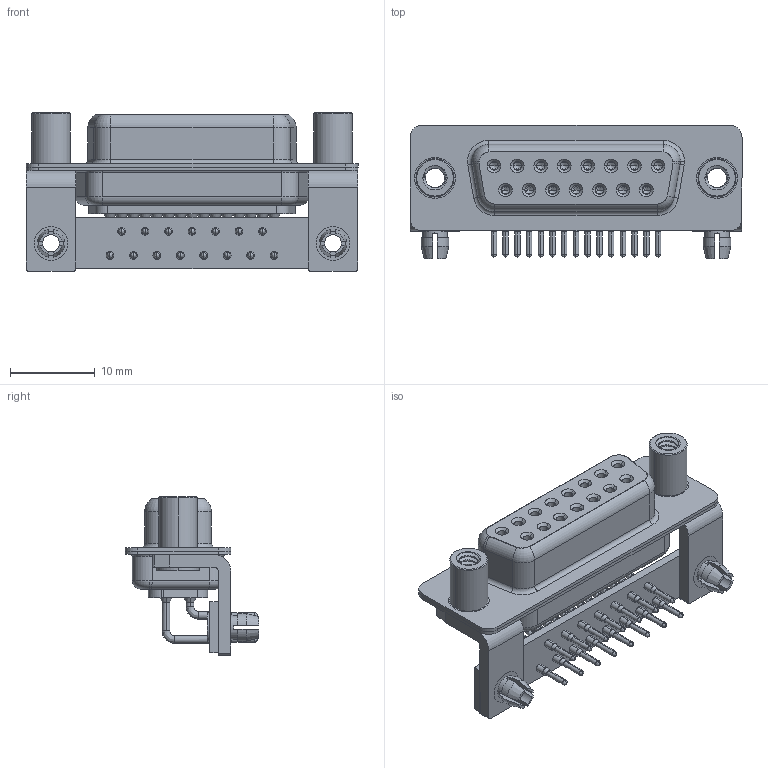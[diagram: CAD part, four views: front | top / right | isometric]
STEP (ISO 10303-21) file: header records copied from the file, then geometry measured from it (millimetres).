
FILE_DESCRIPTION (( 'STEP AP203' ), '1' );
FILE_NAME ('622-M15-660-LN5.STEP', '2018-09-24T21:27:03', ( '' ), ( '' ), 'SwSTEP 2.0', 'SolidWorks 2016', '' );
FILE_SCHEMA (( 'CONFIG_CONTROL_DESIGN' ));
Length unit declared in the file: millimetre
Products named in the file (10): 622M Shell Rear_15 Contacts; 622M Contact Row 1; 622M Contact Row 2; 622M Stabilizer Bracket; 622M 4-40 Threaded Standoff; 622M Stabilizer Board_15 Contacts; 622M Board Lock; 622M Housing_15 Contacts; 622-M15-660-LN5; 622M Shell Front_15 Contacts
Assembly tree (25 placements, depth 2):
  622-M15-660-LN5
    622M Housing_15 Contacts
    622M Shell Front_15 Contacts
    622M Shell Rear_15 Contacts
    622M Contact Row 1  x8
    622M Contact Row 2  x7
    622M Stabilizer Bracket  x2
    622M 4-40 Threaded Standoff  x2
    622M Stabilizer Board_15 Contacts
    622M Board Lock  x2
Bounding box: 39.2 x 15.8 x 18.7 mm (x, y, z)
Volume: 3146.2 mm3; surface area: 8069.7 mm2
Topology: 25 solids, 25 shells, 1296 faces, 3314 edges, 2100 vertices
Faces by surface type: cylinder 608, plane 368, cone 191, bspline 66, torus 63
Entity records: 23017 total; most frequent: CARTESIAN_POINT 5579, DIRECTION 3601, ORIENTED_EDGE 3178, EDGE_CURVE 1589, AXIS2_PLACEMENT_3D 1478, VERTEX_POINT 1016, CIRCLE 809, EDGE_LOOP 797
